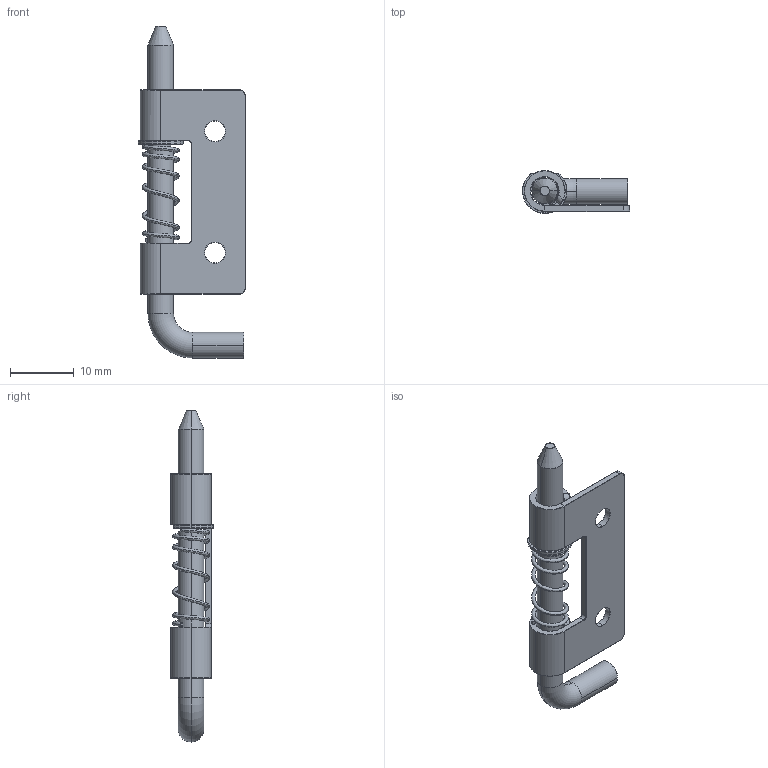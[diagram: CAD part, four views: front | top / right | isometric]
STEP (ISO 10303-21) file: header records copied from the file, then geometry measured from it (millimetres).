
FILE_DESCRIPTION (( 'STEP AP214' ), '1' );
FILE_NAME ('HGS-225-2.STEP', '2018-11-22T08:14:06', ( '' ), ( '' ), 'SwSTEP 2.0', 'SolidWorks 2010', '' );
FILE_SCHEMA (( 'AUTOMOTIVE_DESIGN' ));
Length unit declared in the file: millimetre
Products named in the file (5): 彈簧; L型插銷; 鉸鏈片; HGS-225-2; E型扣
Assembly tree (4 placements, depth 2):
  HGS-225-2
    E型扣
    L型插銷
    彈簧
    鉸鏈片
Bounding box: 16.8 x 6.7 x 52 mm (x, y, z)
Volume: 1345.8 mm3; surface area: 2319.3 mm2
Topology: 4 solids, 4 shells, 218 faces, 490 edges, 282 vertices
Faces by surface type: torus 100, cylinder 81, plane 25, bspline 10, cone 2
Entity records: 8530 total; most frequent: CARTESIAN_POINT 3281, DIRECTION 1248, ORIENTED_EDGE 980, AXIS2_PLACEMENT_3D 563, EDGE_CURVE 490, CIRCLE 348, VERTEX_POINT 282, EDGE_LOOP 224
